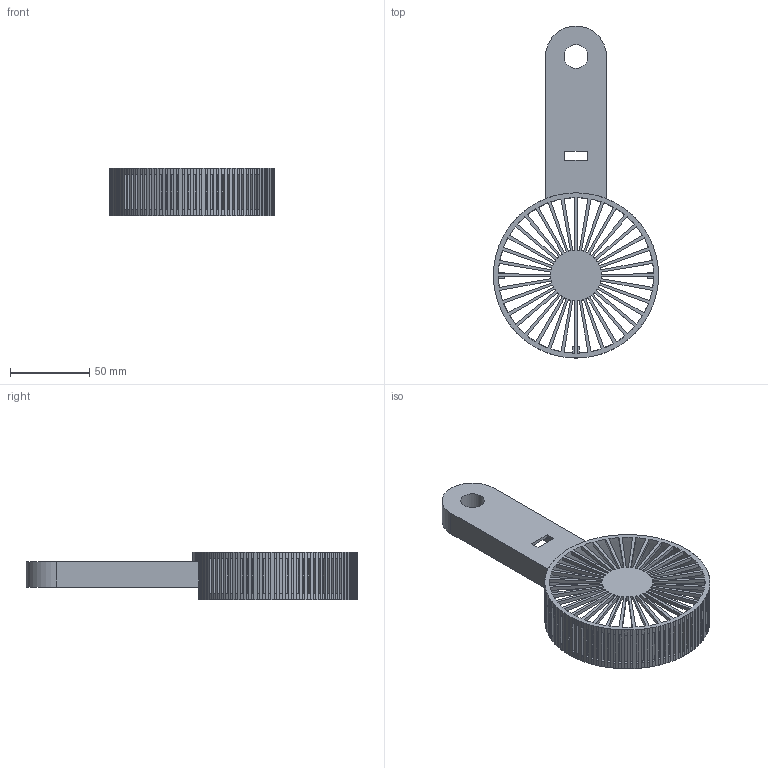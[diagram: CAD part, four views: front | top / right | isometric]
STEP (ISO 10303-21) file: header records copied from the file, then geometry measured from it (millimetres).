
FILE_DESCRIPTION(/* description */ (''),/* implementation_level */ '2;1');
FILE_NAME(/* name */ 'top v16.step',/* time_stamp */ '2025-05-08T21:41:17+08:00',/* author */ (''),/* organization */ (''),/* preprocessor_version */ 'ST-DEVELOPER v20.1',/* originating_system */ 'Autodesk Translation Framework v14.4.0.0',/* authorisation */ '');
FILE_SCHEMA (('AUTOMOTIVE_DESIGN { 1 0 10303 214 3 1 1 }'));
Length unit declared in the file: millimetre
Products named in the file (1): top
Bounding box: 104.01 x 209.2 x 30 mm (x, y, z)
Volume: 53740.2 mm3; surface area: 55131.6 mm2
Topology: 1 solids, 1 shells, 836 faces, 2554 edges, 1694 vertices
Faces by surface type: plane 539, cylinder 297
Full cylindrical faces by diameter (mm): 2.4 x3, 3 x6, 5 x2, 15 x1, 98 x1
Entity records: 28789 total; most frequent: ORIENTED_EDGE 5108, CARTESIAN_POINT 5085, DIRECTION 4910, EDGE_CURVE 2554, LINE 1872, VECTOR 1872, VERTEX_POINT 1694, AXIS2_PLACEMENT_3D 1519
